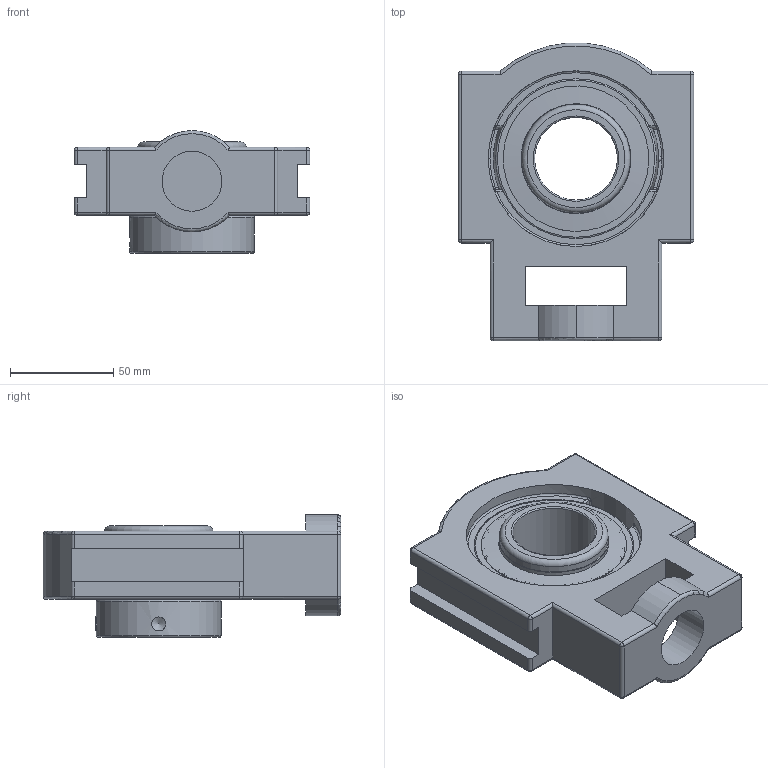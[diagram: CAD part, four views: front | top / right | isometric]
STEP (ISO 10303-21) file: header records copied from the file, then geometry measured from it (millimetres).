
FILE_DESCRIPTION(('HOOPS Exchange Step'),'2;1');
FILE_NAME('export-16ECA75B-D607-49A8-A4F3-57F43D1725EA.stp','2020-05-20T09:50:07-07:00',('dkerr'),('Alibre'),'HOOPS Exchange 2020.0','Alibre','Unknown authorisation');
FILE_SCHEMA( ('AP242_MANAGED_MODEL_BASED_3D_ENGINEERING_MIM_LF {1 0 10303 442 1 1 4 }') );
Length unit declared in the file: inch
Products named in the file (8): MRN STM 208 L4L; SNC 208 (Ball Bearing); SNC 208 (Shield); SNC 208 (Setscrew); SNC 208 L4L (40mm) (Race); SNC 208 (Collar); MRN SNC 208 L4L (40mm); MRN SNCSTM 208 L4L (40mm)
Assembly tree (8 placements, depth 3):
  MRN SNCSTM 208 L4L (40mm)
    MRN STM 208 L4L
    MRN SNC 208 L4L (40mm)
      SNC 208 (Ball Bearing)
      SNC 208 (Shield)  x2
      SNC 208 (Setscrew)
      SNC 208 L4L (40mm) (Race)
      SNC 208 (Collar)
Bounding box: 114 x 143.82 x 59.39 mm (x, y, z)
Volume: 332134.1 mm3; surface area: 95526.3 mm2
Topology: 16 solids, 16 shells, 184 faces, 487 edges, 300 vertices
Faces by surface type: cylinder 68, plane 54, sphere 28, torus 20, cone 10, bspline 4
Full cylindrical faces by diameter (mm): 6.782 x3, 29 x1, 40 x2, 48.768 x2, 52.387 x4, 53.149 x2, 60.3 x1, 67.035 x2, 70.358 x2, 84.93 x2, 88.22 x1
Entity records: 7404 total; most frequent: CARTESIAN_POINT 2821, DIRECTION 1001, ORIENTED_EDGE 860, EDGE_CURVE 430, AXIS2_PLACEMENT_3D 414, VERTEX_POINT 286, CIRCLE 213, EDGE_LOOP 196
